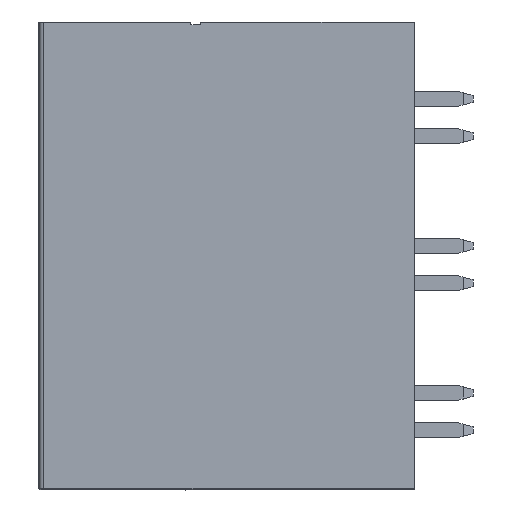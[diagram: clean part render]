
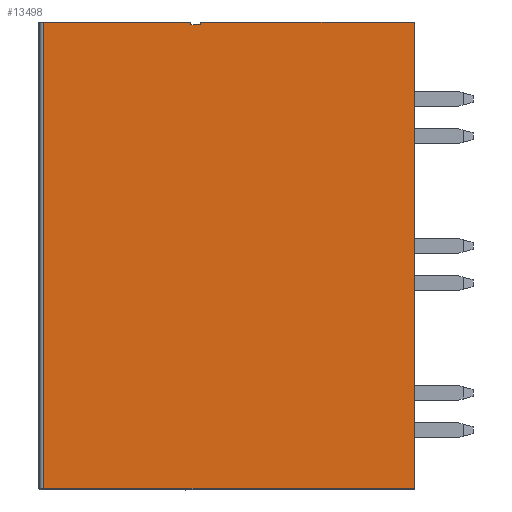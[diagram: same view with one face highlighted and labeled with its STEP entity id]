
A CAD part, left-side view. The second image highlights one B-rep face of the part: STEP entity #13498.
In plain terms, the highlighted planar face has unit normal (-1, 0, 0).
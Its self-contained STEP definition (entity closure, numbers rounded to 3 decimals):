
#2208=DIRECTION('',(0.,1.,0.));
#2209=VECTOR('',#2208,21.8);
#2210=CARTESIAN_POINT('',(-38.72,6.,104.779));
#2211=LINE('',#2210,#2209);
#2294=DIRECTION('',(0.,0.,-1.));
#2295=VECTOR('',#2294,47.55);
#2296=CARTESIAN_POINT('',(-38.72,6.,104.779));
#2297=LINE('',#2296,#2295);
#2298=DIRECTION('',(0.,-1.,0.));
#2299=VECTOR('',#2298,1.);
#2300=CARTESIAN_POINT('',(-38.72,28.8,104.479));
#2301=LINE('',#2300,#2299);
#2302=DIRECTION('',(0.,0.,1.));
#2303=VECTOR('',#2302,0.3);
#2304=CARTESIAN_POINT('',(-38.72,27.8,104.479));
#2305=LINE('',#2304,#2303);
#2310=DIRECTION('',(0.,-1.,0.));
#2311=VECTOR('',#2310,37.8);
#2312=CARTESIAN_POINT('',(-38.72,43.8,57.229));
#2313=LINE('',#2312,#2311);
#2604=DIRECTION('',(0.,0.,-1.));
#2605=VECTOR('',#2604,47.55);
#2606=CARTESIAN_POINT('',(-38.72,43.8,104.779));
#2607=LINE('',#2606,#2605);
#2622=DIRECTION('',(0.,1.,0.));
#2623=VECTOR('',#2622,15.);
#2624=CARTESIAN_POINT('',(-38.72,28.8,104.779));
#2625=LINE('',#2624,#2623);
#2692=DIRECTION('',(0.,0.,1.));
#2693=VECTOR('',#2692,0.3);
#2694=CARTESIAN_POINT('',(-38.72,28.8,104.479));
#2695=LINE('',#2694,#2693);
#8173=CARTESIAN_POINT('',(-38.72,6.,104.779));
#8175=VERTEX_POINT('',#8173);
#8208=CARTESIAN_POINT('',(-38.72,28.8,104.779));
#8209=CARTESIAN_POINT('',(-38.72,43.8,104.779));
#8210=VERTEX_POINT('',#8208);
#8211=VERTEX_POINT('',#8209);
#8212=CARTESIAN_POINT('',(-38.72,28.8,104.479));
#8213=VERTEX_POINT('',#8212);
#8214=CARTESIAN_POINT('',(-38.72,27.8,104.479));
#8215=VERTEX_POINT('',#8214);
#8216=CARTESIAN_POINT('',(-38.72,27.8,104.779));
#8217=VERTEX_POINT('',#8216);
#9049=CARTESIAN_POINT('',(-38.72,6.,57.229));
#9050=VERTEX_POINT('',#9049);
#9067=CARTESIAN_POINT('',(-38.72,43.8,57.229));
#9068=VERTEX_POINT('',#9067);
#13477=CARTESIAN_POINT('',(-38.72,44.3,87.029));
#13478=DIRECTION('',(-1.,0.,0.));
#13479=DIRECTION('',(0.,-1.,0.));
#13480=AXIS2_PLACEMENT_3D('',#13477,#13478,#13479);
#13481=PLANE('',#13480);
#13482=ORIENTED_EDGE('',*,*,#10469,.T.);
#13484=ORIENTED_EDGE('',*,*,#13483,.F.);
#13486=ORIENTED_EDGE('',*,*,#13485,.F.);
#13488=ORIENTED_EDGE('',*,*,#13487,.F.);
#13490=ORIENTED_EDGE('',*,*,#13489,.F.);
#13492=ORIENTED_EDGE('',*,*,#13491,.T.);
#13494=ORIENTED_EDGE('',*,*,#13493,.T.);
#13495=ORIENTED_EDGE('',*,*,#13390,.F.);
#13496=EDGE_LOOP('',(#13482,#13484,#13486,#13488,#13490,#13492,#13494,#13495));
#13497=FACE_OUTER_BOUND('',#13496,.F.);
#10469=EDGE_CURVE('',#8175,#9050,#2297,.T.);
#13390=EDGE_CURVE('',#8175,#8217,#2211,.T.);
#13483=EDGE_CURVE('',#9068,#9050,#2313,.T.);
#13485=EDGE_CURVE('',#8211,#9068,#2607,.T.);
#13487=EDGE_CURVE('',#8210,#8211,#2625,.T.);
#13489=EDGE_CURVE('',#8213,#8210,#2695,.T.);
#13491=EDGE_CURVE('',#8213,#8215,#2301,.T.);
#13493=EDGE_CURVE('',#8215,#8217,#2305,.T.);
#13498=ADVANCED_FACE('',(#13497),#13481,.T.);
